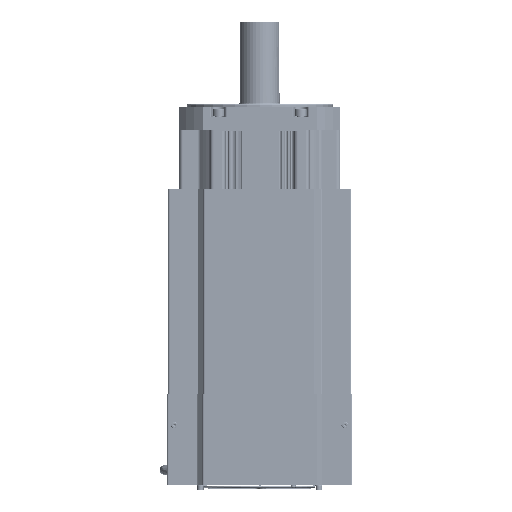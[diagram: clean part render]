
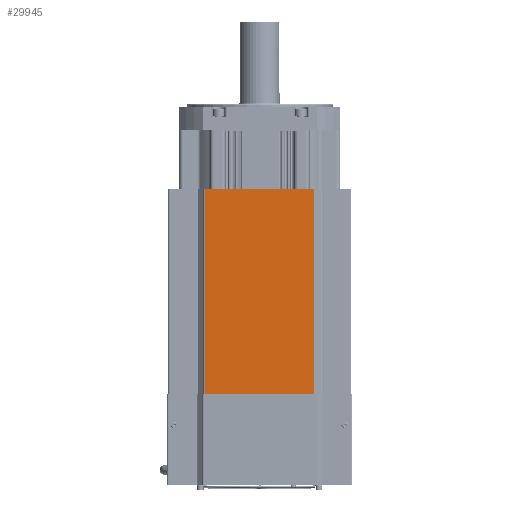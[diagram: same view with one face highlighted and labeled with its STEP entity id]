
A CAD part, front view. The second image highlights one B-rep face of the part: STEP entity #29945.
In plain terms, the highlighted planar face has unit normal (0, -1, 0).
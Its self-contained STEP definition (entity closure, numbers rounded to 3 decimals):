
#19357=CARTESIAN_POINT('',(-74.8,-119.3,85.5));
#19358=VERTEX_POINT('',#19357);
#20619=CARTESIAN_POINT('',(74.8,-119.3,85.5));
#20620=VERTEX_POINT('',#20619);
#23992=CARTESIAN_POINT('',(-74.8,-119.3,-195.5));
#23993=VERTEX_POINT('',#23992);
#24002=CARTESIAN_POINT('',(-74.8,-119.3,85.5));
#24003=DIRECTION('',(0.,0.,-1.));
#24004=VECTOR('',#24003,281.);
#24005=LINE('',#24002,#24004);
#24006=EDGE_CURVE('',#19358,#23993,#24005,.T.);
#24041=CARTESIAN_POINT('',(-74.8,-119.3,85.5));
#24042=DIRECTION('',(1.,0.,0.));
#24043=VECTOR('',#24042,149.6);
#24044=LINE('',#24041,#24043);
#24045=EDGE_CURVE('',#19358,#20620,#24044,.T.);
#25573=CARTESIAN_POINT('',(74.8,-119.3,-195.5));
#25574=VERTEX_POINT('',#25573);
#25575=CARTESIAN_POINT('',(74.8,-119.3,85.5));
#25576=DIRECTION('',(0.,0.,-1.));
#25577=VECTOR('',#25576,281.);
#25578=LINE('',#25575,#25577);
#25579=EDGE_CURVE('',#20620,#25574,#25578,.T.);
#29929=CARTESIAN_POINT('',(-75.8,-119.3,85.5));
#29930=DIRECTION('',(-1.,0.,0.));
#29931=DIRECTION('',(0.,-1.,0.));
#29932=AXIS2_PLACEMENT_3D('',#29929,#29931,#29930);
#29933=PLANE('',#29932);
#29934=ORIENTED_EDGE('',*,*,#24045,.F.);
#29935=ORIENTED_EDGE('',*,*,#24006,.T.);
#29936=CARTESIAN_POINT('',(74.8,-119.3,-195.5));
#29937=DIRECTION('',(-1.,0.,0.));
#29938=VECTOR('',#29937,149.6);
#29939=LINE('',#29936,#29938);
#29940=EDGE_CURVE('',#25574,#23993,#29939,.T.);
#29941=ORIENTED_EDGE('',*,*,#29940,.F.);
#29942=ORIENTED_EDGE('',*,*,#25579,.F.);
#29943=EDGE_LOOP('',(#29934,#29935,#29941,#29942));
#29944=FACE_OUTER_BOUND('',#29943,.T.);
#29945=ADVANCED_FACE('',(#29944),#29933,.T.);
